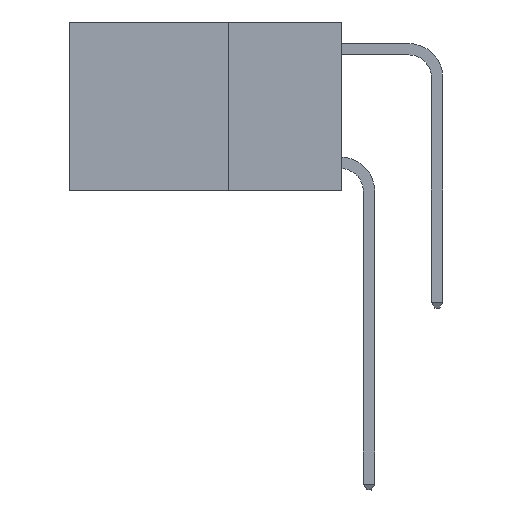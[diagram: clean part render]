
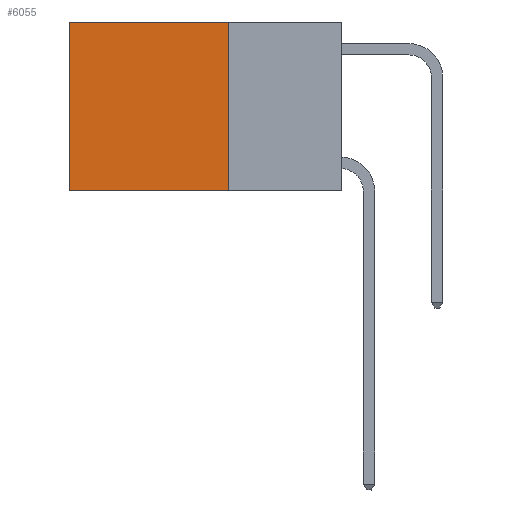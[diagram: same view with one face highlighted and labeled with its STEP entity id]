
A CAD part, left-side view. The second image highlights one B-rep face of the part: STEP entity #6055.
In plain terms, the highlighted planar face has unit normal (-1, 0, 0).
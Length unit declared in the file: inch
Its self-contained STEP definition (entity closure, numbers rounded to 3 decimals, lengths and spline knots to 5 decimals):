
#78 = CARTESIAN_POINT ( 'NONE',  ( 0.2625, 0.6, 0. ) ) ;
#776 = DIRECTION ( 'NONE',  ( 0., 0., -1. ) ) ;
#879 = EDGE_CURVE ( 'NONE', #17140, #11755, #21664, .T. ) ;
#3299 = DIRECTION ( 'NONE',  ( 1., 0., 0. ) ) ;
#3958 = CARTESIAN_POINT ( 'NONE',  ( 0.2625, 0.6, 0. ) ) ;
#4381 = LINE ( 'NONE', #13135, #20376 ) ;
#5478 = DIRECTION ( 'NONE',  ( 0., 0., -1. ) ) ;
#6055 = ADVANCED_FACE ( 'NONE', ( #16311 ), #14069, .F. ) ;
#7672 = DIRECTION ( 'NONE',  ( 0., 1., 0. ) ) ;
#9052 = EDGE_LOOP ( 'NONE', ( #14741, #24437, #20239, #24842 ) ) ;
#11755 = VERTEX_POINT ( 'NONE', #18194 ) ;
#13135 = CARTESIAN_POINT ( 'NONE',  ( 0.2625, 0.25, 0. ) ) ;
#14069 = PLANE ( 'NONE',  #23845 ) ;
#14141 = CARTESIAN_POINT ( 'NONE',  ( 0.2625, 0.25, -0.37 ) ) ;
#14689 = LINE ( 'NONE', #20865, #24540 ) ;
#14741 = ORIENTED_EDGE ( 'NONE', *, *, #879, .T. ) ;
#15270 = VERTEX_POINT ( 'NONE', #16902 ) ;
#15620 = DIRECTION ( 'NONE',  ( 0., 0., -1. ) ) ;
#15892 = VECTOR ( 'NONE', #15620, 39.37008 ) ;
#16201 = EDGE_CURVE ( 'NONE', #23014, #11755, #14689, .T. ) ;
#16311 = FACE_OUTER_BOUND ( 'NONE', #9052, .T. ) ;
#16902 = CARTESIAN_POINT ( 'NONE',  ( 0.2625, 0.25, 0. ) ) ;
#17140 = VERTEX_POINT ( 'NONE', #3958 ) ;
#17228 = EDGE_CURVE ( 'NONE', #15270, #23014, #22775, .T. ) ;
#18194 = CARTESIAN_POINT ( 'NONE',  ( 0.2625, 0.6, -0.37 ) ) ;
#19634 = DIRECTION ( 'NONE',  ( 0., 1., 0. ) ) ;
#19999 = CARTESIAN_POINT ( 'NONE',  ( 0.2625, 0.25, 0. ) ) ;
#20239 = ORIENTED_EDGE ( 'NONE', *, *, #17228, .F. ) ;
#20376 = VECTOR ( 'NONE', #19634, 39.37008 ) ;
#20865 = CARTESIAN_POINT ( 'NONE',  ( 0.2625, 0.25, -0.37 ) ) ;
#21664 = LINE ( 'NONE', #78, #15892 ) ;
#22775 = LINE ( 'NONE', #19999, #25828 ) ;
#22820 = CARTESIAN_POINT ( 'NONE',  ( 0.2625, 0.25, 0. ) ) ;
#23014 = VERTEX_POINT ( 'NONE', #14141 ) ;
#23845 = AXIS2_PLACEMENT_3D ( 'NONE', #22820, #3299, #5478 ) ;
#24103 = EDGE_CURVE ( 'NONE', #15270, #17140, #4381, .T. ) ;
#24437 = ORIENTED_EDGE ( 'NONE', *, *, #16201, .F. ) ;
#24540 = VECTOR ( 'NONE', #7672, 39.37008 ) ;
#24842 = ORIENTED_EDGE ( 'NONE', *, *, #24103, .T. ) ;
#25828 = VECTOR ( 'NONE', #776, 39.37008 ) ;
